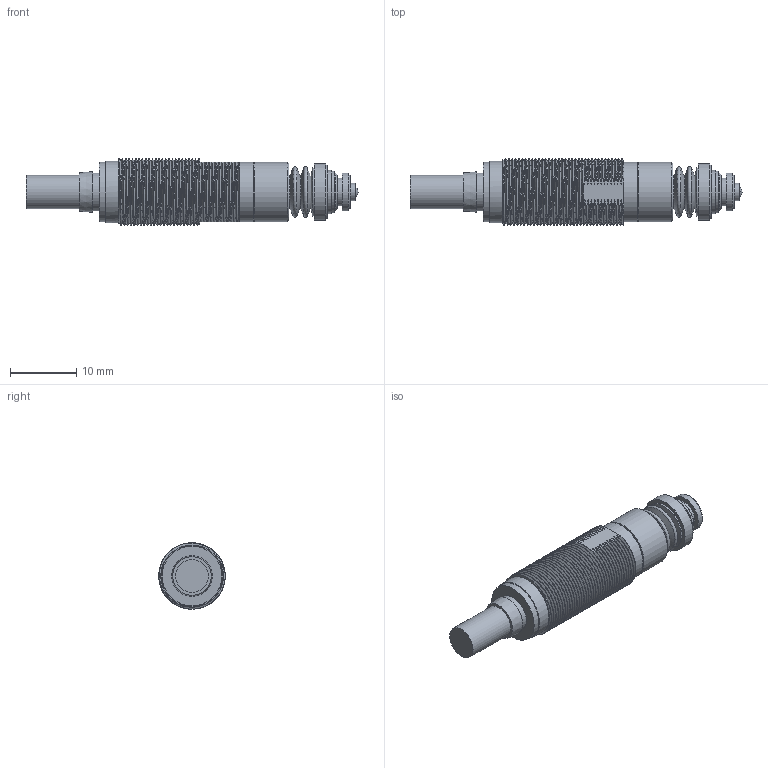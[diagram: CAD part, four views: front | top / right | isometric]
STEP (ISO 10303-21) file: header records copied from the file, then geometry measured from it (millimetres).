
FILE_DESCRIPTION (( 'STEP AP203' ), '1' );
FILE_NAME ('P10DB-A.STEP', '2024-07-10T16:05:05', ( '' ), ( '' ), 'SwSTEP 2.0', 'SolidWorks 2023', '' );
FILE_SCHEMA (( 'CONFIG_CONTROL_DESIGN' ));
Length unit declared in the file: inch
Products named in the file (1): P10DB-A
Bounding box: 50 x 10 x 10 mm (x, y, z)
Volume: 2586.1 mm3; surface area: 1978.3 mm2
Topology: 2 solids, 2 shells, 180 faces, 479 edges, 317 vertices
Faces by surface type: bspline 75, cylinder 64, plane 25, cone 11, torus 4, sphere 1
Full cylindrical faces by diameter (mm): 2.6 x1, 4.2 x1, 5 x1, 5.7 x3, 6.3 x1, 6.5 x1, 7.3 x1, 8.5 x2, 9 x3, 9.3 x1, 10 x23
Entity records: 16531 total; most frequent: CARTESIAN_POINT 13186, ORIENTED_EDGE 872, EDGE_CURVE 436, DIRECTION 390, VERTEX_POINT 305, EDGE_LOOP 225, FACE_OUTER_BOUND 199, ADVANCED_FACE 180
